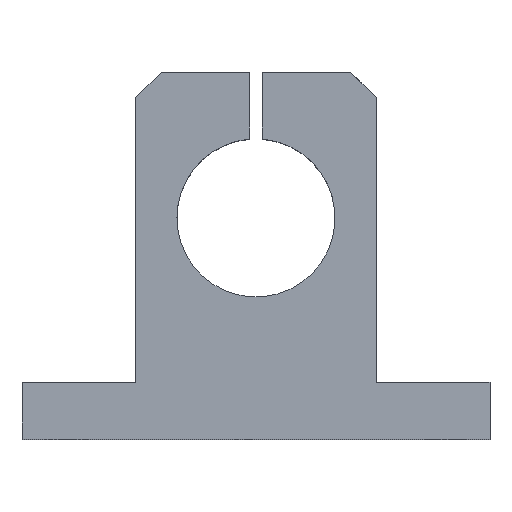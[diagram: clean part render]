
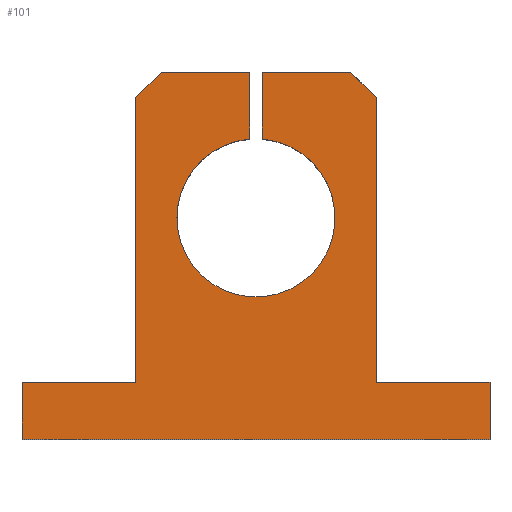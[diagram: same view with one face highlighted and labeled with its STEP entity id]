
A CAD part, top view. The second image highlights one B-rep face of the part: STEP entity #101.
In plain terms, the highlighted planar face has unit normal (0, 0, 1).
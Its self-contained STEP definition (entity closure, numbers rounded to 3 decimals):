
#101 = ADVANCED_FACE( '', ( #163 ), #164, .T. );
#163 = FACE_OUTER_BOUND( '', #226, .T. );
#164 = PLANE( '', #227 );
#226 = EDGE_LOOP( '', ( #440, #441, #442, #443, #444, #445, #446, #447, #448, #449, #450, #451, #452, #453, #454 ) );
#227 = AXIS2_PLACEMENT_3D( '', #455, #456, #457 );
#440 = ORIENTED_EDGE( '', *, *, #524, .F. );
#441 = ORIENTED_EDGE( '', *, *, #555, .F. );
#442 = ORIENTED_EDGE( '', *, *, #552, .F. );
#443 = ORIENTED_EDGE( '', *, *, #549, .F. );
#444 = ORIENTED_EDGE( '', *, *, #546, .F. );
#445 = ORIENTED_EDGE( '', *, *, #513, .F. );
#446 = ORIENTED_EDGE( '', *, *, #544, .F. );
#447 = ORIENTED_EDGE( '', *, *, #541, .F. );
#448 = ORIENTED_EDGE( '', *, *, #477, .F. );
#449 = ORIENTED_EDGE( '', *, *, #540, .F. );
#450 = ORIENTED_EDGE( '', *, *, #536, .F. );
#451 = ORIENTED_EDGE( '', *, *, #533, .F. );
#452 = ORIENTED_EDGE( '', *, *, #516, .F. );
#453 = ORIENTED_EDGE( '', *, *, #532, .F. );
#454 = ORIENTED_EDGE( '', *, *, #528, .F. );
#455 = CARTESIAN_POINT( '', ( 0., 0., 25. ) );
#456 = DIRECTION( '', ( 0., 0., 1. ) );
#457 = DIRECTION( '', ( 1., 0., 0. ) );
#477 = EDGE_CURVE( '', #557, #560, #561, .T. );
#513 = EDGE_CURVE( '', #623, #625, #626, .T. );
#516 = EDGE_CURVE( '', #628, #630, #631, .T. );
#524 = EDGE_CURVE( '', #641, #642, #643, .T. );
#528 = EDGE_CURVE( '', #642, #649, #650, .T. );
#532 = EDGE_CURVE( '', #649, #628, #655, .T. );
#533 = EDGE_CURVE( '', #630, #656, #657, .T. );
#536 = EDGE_CURVE( '', #656, #661, #662, .T. );
#540 = EDGE_CURVE( '', #661, #557, #667, .T. );
#541 = EDGE_CURVE( '', #560, #668, #669, .T. );
#544 = EDGE_CURVE( '', #668, #623, #673, .T. );
#546 = EDGE_CURVE( '', #625, #675, #676, .T. );
#549 = EDGE_CURVE( '', #675, #680, #681, .T. );
#552 = EDGE_CURVE( '', #680, #685, #686, .T. );
#555 = EDGE_CURVE( '', #685, #641, #690, .T. );
#557 = VERTEX_POINT( '', #692 );
#560 = VERTEX_POINT( '', #696 );
#561 = CIRCLE( '', #697, 12.5 );
#623 = VERTEX_POINT( '', #772 );
#625 = VERTEX_POINT( '', #775 );
#626 = LINE( '', #776, #777 );
#628 = VERTEX_POINT( '', #780 );
#630 = VERTEX_POINT( '', #783 );
#631 = LINE( '', #784, #785 );
#641 = VERTEX_POINT( '', #798 );
#642 = VERTEX_POINT( '', #799 );
#643 = LINE( '', #800, #801 );
#649 = VERTEX_POINT( '', #810 );
#650 = LINE( '', #811, #812 );
#655 = LINE( '', #820, #821 );
#656 = VERTEX_POINT( '', #822 );
#657 = LINE( '', #823, #824 );
#661 = VERTEX_POINT( '', #830 );
#662 = LINE( '', #831, #832 );
#667 = CIRCLE( '', #839, 12.5 );
#668 = VERTEX_POINT( '', #840 );
#669 = LINE( '', #841, #842 );
#673 = LINE( '', #848, #849 );
#675 = VERTEX_POINT( '', #852 );
#676 = LINE( '', #853, #854 );
#680 = VERTEX_POINT( '', #860 );
#681 = LINE( '', #861, #862 );
#685 = VERTEX_POINT( '', #868 );
#686 = LINE( '', #869, #870 );
#690 = LINE( '', #876, #877 );
#692 = CARTESIAN_POINT( '', ( -1., 22.54, 25. ) );
#696 = CARTESIAN_POINT( '', ( 1., 47.46, 25. ) );
#697 = AXIS2_PLACEMENT_3D( '', #881, #882, #883 );
#772 = CARTESIAN_POINT( '', ( 15., 58., 25. ) );
#775 = CARTESIAN_POINT( '', ( 19., 54., 25. ) );
#776 = CARTESIAN_POINT( '', ( 19., 54., 25. ) );
#777 = VECTOR( '', #961, 1. );
#780 = CARTESIAN_POINT( '', ( -19., 54., 25. ) );
#783 = CARTESIAN_POINT( '', ( -15., 58., 25. ) );
#784 = CARTESIAN_POINT( '', ( -15., 58., 25. ) );
#785 = VECTOR( '', #964, 1. );
#798 = CARTESIAN_POINT( '', ( -37., 0., 25. ) );
#799 = CARTESIAN_POINT( '', ( -37., 9., 25. ) );
#800 = CARTESIAN_POINT( '', ( -37., 9., 25. ) );
#801 = VECTOR( '', #980, 1. );
#810 = CARTESIAN_POINT( '', ( -19., 9., 25. ) );
#811 = CARTESIAN_POINT( '', ( -19., 9., 25. ) );
#812 = VECTOR( '', #984, 1. );
#820 = CARTESIAN_POINT( '', ( -19., 54., 25. ) );
#821 = VECTOR( '', #988, 1. );
#822 = CARTESIAN_POINT( '', ( -1., 58., 25. ) );
#823 = CARTESIAN_POINT( '', ( -1., 58., 25. ) );
#824 = VECTOR( '', #989, 1. );
#830 = CARTESIAN_POINT( '', ( -1., 47.46, 25. ) );
#831 = CARTESIAN_POINT( '', ( -1., 47.46, 25. ) );
#832 = VECTOR( '', #992, 1. );
#839 = AXIS2_PLACEMENT_3D( '', #998, #999, #1000 );
#840 = CARTESIAN_POINT( '', ( 1., 58., 25. ) );
#841 = CARTESIAN_POINT( '', ( 1., 58., 25. ) );
#842 = VECTOR( '', #1001, 1. );
#848 = CARTESIAN_POINT( '', ( 15., 58., 25. ) );
#849 = VECTOR( '', #1004, 1. );
#852 = CARTESIAN_POINT( '', ( 19., 9., 25. ) );
#853 = CARTESIAN_POINT( '', ( 19., 9., 25. ) );
#854 = VECTOR( '', #1006, 1. );
#860 = CARTESIAN_POINT( '', ( 37., 9., 25. ) );
#861 = CARTESIAN_POINT( '', ( 37., 9., 25. ) );
#862 = VECTOR( '', #1009, 1. );
#868 = CARTESIAN_POINT( '', ( 37., 0., 25. ) );
#869 = CARTESIAN_POINT( '', ( 37., 0., 25. ) );
#870 = VECTOR( '', #1012, 1. );
#876 = CARTESIAN_POINT( '', ( -37., 0., 25. ) );
#877 = VECTOR( '', #1015, 1. );
#881 = CARTESIAN_POINT( '', ( 0., 35., 25. ) );
#882 = DIRECTION( '', ( 0., 0., 1. ) );
#883 = DIRECTION( '', ( 0.08, 0.997, 0. ) );
#961 = DIRECTION( '', ( 0.707, -0.707, 0. ) );
#964 = DIRECTION( '', ( 0.707, 0.707, 0. ) );
#980 = DIRECTION( '', ( 0., 1., 0. ) );
#984 = DIRECTION( '', ( 1., 0., 0. ) );
#988 = DIRECTION( '', ( 0., 1., 0. ) );
#989 = DIRECTION( '', ( 1., 0., 0. ) );
#992 = DIRECTION( '', ( 0., -1., 0. ) );
#998 = CARTESIAN_POINT( '', ( 0., 35., 25. ) );
#999 = DIRECTION( '', ( 0., 0., 1. ) );
#1000 = DIRECTION( '', ( 0.08, 0.997, 0. ) );
#1001 = DIRECTION( '', ( 0., 1., 0. ) );
#1004 = DIRECTION( '', ( 1., 0., 0. ) );
#1006 = DIRECTION( '', ( 0., -1., 0. ) );
#1009 = DIRECTION( '', ( 1., 0., 0. ) );
#1012 = DIRECTION( '', ( 0., -1., 0. ) );
#1015 = DIRECTION( '', ( -1., 0., 0. ) );
